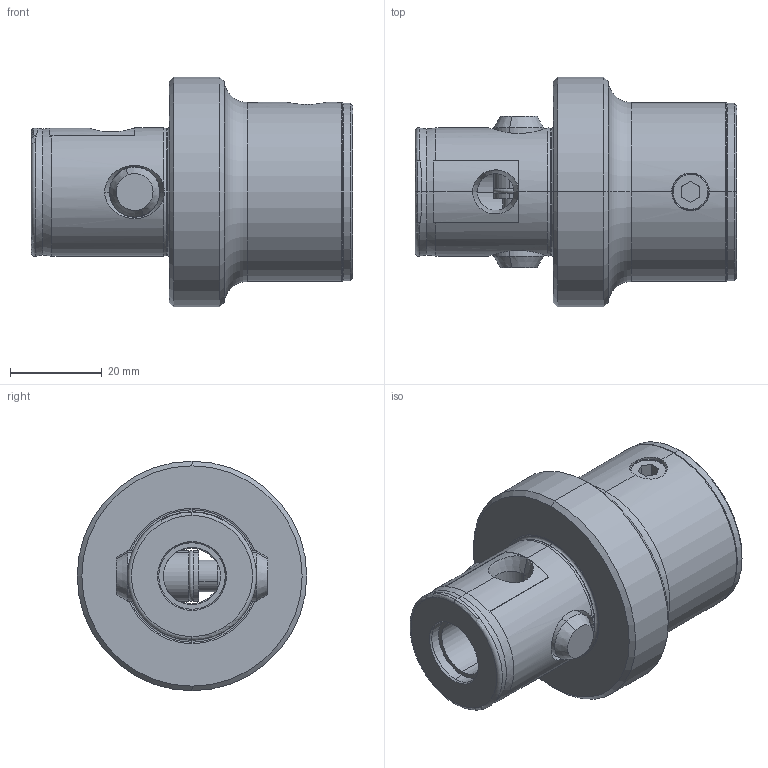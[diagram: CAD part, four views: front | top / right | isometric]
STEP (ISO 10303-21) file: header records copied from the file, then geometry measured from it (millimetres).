
FILE_DESCRIPTION (( 'STEP AP203' ), '1' );
FILE_NAME ('11.332.541.STEP', '2015-03-20T17:33:45', ( '' ), ( '' ), 'SwSTEP 2.0', 'SolidWorks 2015', '' );
FILE_SCHEMA (( 'CONFIG_CONTROL_DESIGN' ));
Length unit declared in the file: millimetre
Products named in the file (6): 10.690.43X_10.690.434; 10.691.50X_10.691.505; 691-50XRing_10.691.505Ring; 11.332.541; 10.332.54X_10.332.541
Assembly tree (5 placements, depth 3):
  11.332.541
    10.332.54X_10.332.541
    10.690.43X_10.690.434
    10.691.50X_10.691.505
      10.691.50X_10.691.505
      691-50XRing_10.691.505Ring
Bounding box: 70 x 50 x 50 mm (x, y, z)
Volume: 60223.1 mm3; surface area: 17165.6 mm2
Topology: 4 solids, 4 shells, 148 faces, 337 edges, 199 vertices
Faces by surface type: cylinder 49, cone 45, plane 41, torus 11, bspline 2
Entity records: 5523 total; most frequent: CARTESIAN_POINT 1550, DIRECTION 748, ORIENTED_EDGE 670, EDGE_CURVE 335, AXIS2_PLACEMENT_3D 302, VERTEX_POINT 199, EDGE_LOOP 162, ADVANCED_FACE 148
